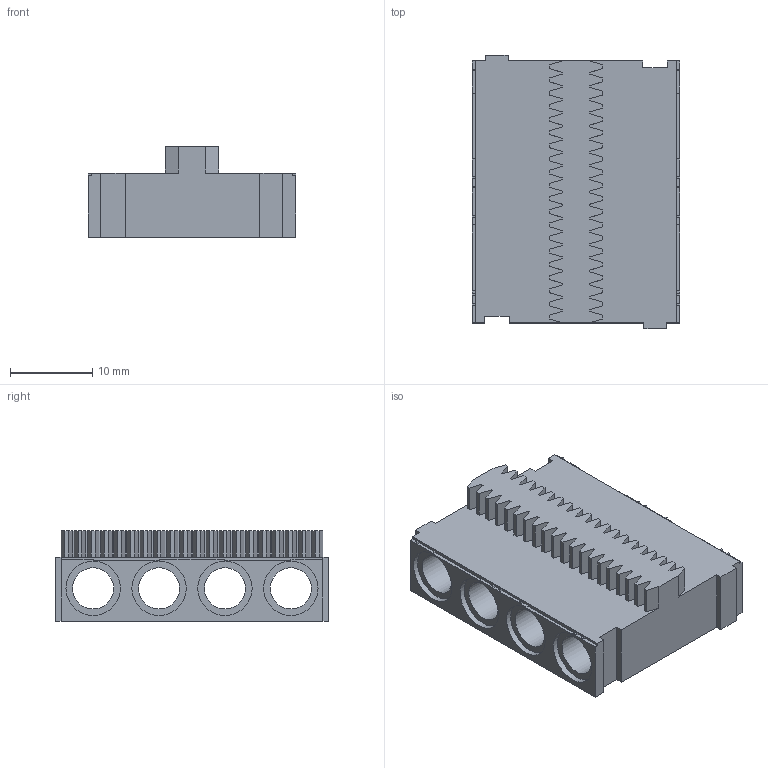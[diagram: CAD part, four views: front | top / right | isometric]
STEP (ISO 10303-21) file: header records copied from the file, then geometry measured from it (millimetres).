
FILE_DESCRIPTION(('Open CASCADE Model'),'2;1');
FILE_NAME('Open CASCADE Shape Model','2025-01-14T23:40:32',('Author'),( 'Open CASCADE'),'Open CASCADE STEP processor 7.7','Open CASCADE 7.7' ,'Unknown');
FILE_SCHEMA(('AUTOMOTIVE_DESIGN { 1 0 10303 214 1 1 1 1 }'));
Length unit declared in the file: millimetre
Products named in the file (1): Open CASCADE STEP translator 7.7 38
Bounding box: 25.2 x 33.2 x 11 mm (x, y, z)
Volume: 4035.4 mm3; surface area: 4555.5 mm2
Topology: 1 solids, 1 shells, 342 faces, 984 edges, 656 vertices
Faces by surface type: plane 314, cylinder 28
Full cylindrical faces by diameter (mm): 5 x8, 6.6 x8
Entity records: 23882 total; most frequent: CARTESIAN_POINT 3999, DIRECTION 3686, LINE 2840, VECTOR 2840, ORIENTED_EDGE 1968, PCURVE 1968, DEFINITIONAL_REPRESENTATION 1968, EDGE_CURVE 984
